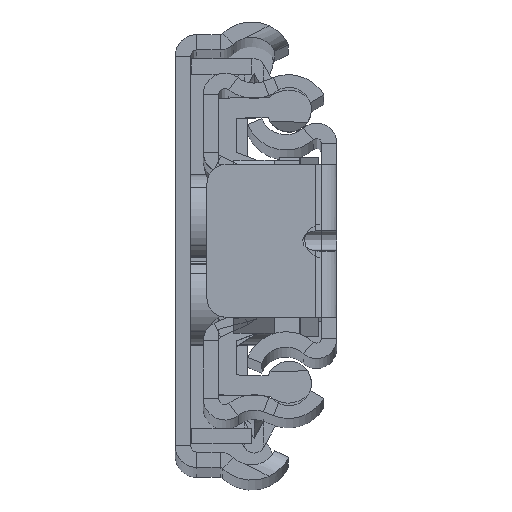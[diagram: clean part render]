
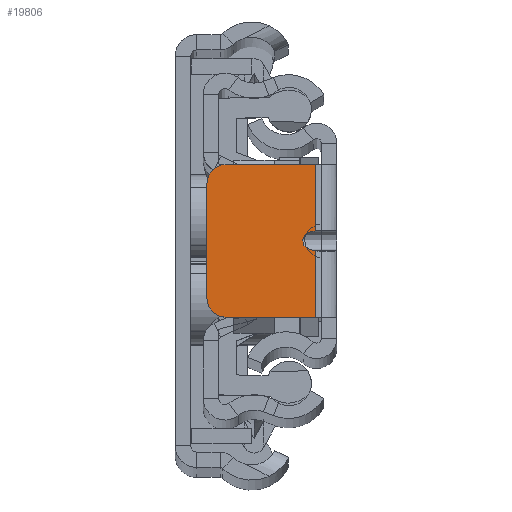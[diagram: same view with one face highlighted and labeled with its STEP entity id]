
A CAD part, top view. The second image highlights one B-rep face of the part: STEP entity #19806.
In plain terms, the highlighted planar face has unit normal (0, 0, 1).
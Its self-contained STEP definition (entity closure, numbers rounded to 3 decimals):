
#852 = VERTEX_POINT ( 'NONE', #23965 ) ;
#861 = DIRECTION ( 'NONE',  ( 0., -1., 0. ) ) ;
#885 = AXIS2_PLACEMENT_3D ( 'NONE', #20062, #4018, #22271 ) ;
#1036 = FACE_OUTER_BOUND ( 'NONE', #18711, .T. ) ;
#1069 = DIRECTION ( 'NONE',  ( -1., 0., 0. ) ) ;
#1111 = LINE ( 'NONE', #21330, #7894 ) ;
#1280 = DIRECTION ( 'NONE',  ( -1., 0., 0. ) ) ;
#1498 = ORIENTED_EDGE ( 'NONE', *, *, #23470, .T. ) ;
#1594 = VERTEX_POINT ( 'NONE', #22612 ) ;
#2384 = CARTESIAN_POINT ( 'NONE',  ( -8.7, -4.5, 0. ) ) ;
#2514 = DIRECTION ( 'NONE',  ( 0., 0., 1. ) ) ;
#3198 = DIRECTION ( 'NONE',  ( 0., -1., 0. ) ) ;
#3479 = VERTEX_POINT ( 'NONE', #23064 ) ;
#3488 = ORIENTED_EDGE ( 'NONE', *, *, #11439, .T. ) ;
#3736 = VERTEX_POINT ( 'NONE', #18471 ) ;
#4018 = DIRECTION ( 'NONE',  ( 0., 0., 1. ) ) ;
#5965 = ORIENTED_EDGE ( 'NONE', *, *, #8711, .F. ) ;
#6225 = CARTESIAN_POINT ( 'NONE',  ( -1.7, -6., 0. ) ) ;
#6409 = CARTESIAN_POINT ( 'NONE',  ( 0., -6., 0. ) ) ;
#6534 = DIRECTION ( 'NONE',  ( 1., 0., 0. ) ) ;
#6657 = CARTESIAN_POINT ( 'NONE',  ( -1.7, -0.79, 0. ) ) ;
#7627 = VECTOR ( 'NONE', #6534, 1000. ) ;
#7791 = EDGE_CURVE ( 'NONE', #20713, #852, #23154, .T. ) ;
#7894 = VECTOR ( 'NONE', #861, 1000. ) ;
#7957 = VERTEX_POINT ( 'NONE', #21578 ) ;
#8451 = DIRECTION ( 'NONE',  ( 0., 0., -1. ) ) ;
#8523 = AXIS2_PLACEMENT_3D ( 'NONE', #14458, #8451, #22818 ) ;
#8711 = EDGE_CURVE ( 'NONE', #12415, #3736, #24506, .T. ) ;
#8768 = CIRCLE ( 'NONE', #885, 1.5 ) ;
#9422 = ORIENTED_EDGE ( 'NONE', *, *, #16350, .F. ) ;
#9477 = LINE ( 'NONE', #19154, #12584 ) ;
#10202 = CARTESIAN_POINT ( 'NONE',  ( -10.2, 4.5, 0. ) ) ;
#11439 = EDGE_CURVE ( 'NONE', #1594, #20713, #8768, .T. ) ;
#11535 = CARTESIAN_POINT ( 'NONE',  ( -10.2, 0., 0. ) ) ;
#12415 = VERTEX_POINT ( 'NONE', #17625 ) ;
#12584 = VECTOR ( 'NONE', #1280, 1000. ) ;
#13228 = ORIENTED_EDGE ( 'NONE', *, *, #21475, .T. ) ;
#13915 = AXIS2_PLACEMENT_3D ( 'NONE', #2384, #2514, #1069 ) ;
#14042 = ORIENTED_EDGE ( 'NONE', *, *, #24221, .T. ) ;
#14241 = LINE ( 'NONE', #6409, #7627 ) ;
#14443 = DIRECTION ( 'NONE',  ( 0., -1., 0. ) ) ;
#14458 = CARTESIAN_POINT ( 'NONE',  ( 0., 0., 0. ) ) ;
#14864 = ORIENTED_EDGE ( 'NONE', *, *, #7791, .T. ) ;
#16196 = VECTOR ( 'NONE', #3198, 1000. ) ;
#16350 = EDGE_CURVE ( 'NONE', #7957, #3479, #1111, .T. ) ;
#16419 =( BOUNDED_CURVE ( )  B_SPLINE_CURVE ( 3, ( #6657, #22334, #18420, #20512 ),
 .UNSPECIFIED., .F., .F. ) 
 B_SPLINE_CURVE_WITH_KNOTS ( ( 4, 4 ),
 ( 4.83, 7.736 ),
 .UNSPECIFIED. ) 
 CURVE ( )  GEOMETRIC_REPRESENTATION_ITEM ( )  RATIONAL_B_SPLINE_CURVE ( ( 1., 0.412, 0.412, 1. ) ) 
 REPRESENTATION_ITEM ( '' )  );
#17488 = CARTESIAN_POINT ( 'NONE',  ( -8.7, -6., 0. ) ) ;
#17625 = CARTESIAN_POINT ( 'NONE',  ( -1.7, -0.79, 0. ) ) ;
#18420 = CARTESIAN_POINT ( 'NONE',  ( -3.497, 0.64, 0. ) ) ;
#18471 = CARTESIAN_POINT ( 'NONE',  ( -1.7, -6., 0. ) ) ;
#18711 = EDGE_LOOP ( 'NONE', ( #13228, #3488, #14864, #23700, #1498, #5965, #14042, #9422 ) ) ;
#19154 = CARTESIAN_POINT ( 'NONE',  ( 0., 6., 0. ) ) ;
#19806 = ADVANCED_FACE ( 'NONE', ( #1036 ), #20603, .F. ) ;
#20062 = CARTESIAN_POINT ( 'NONE',  ( -8.7, 4.5, 0. ) ) ;
#20167 = CIRCLE ( 'NONE', #13915, 1.5 ) ;
#20512 = CARTESIAN_POINT ( 'NONE',  ( -1.7, 0.79, 0. ) ) ;
#20603 = PLANE ( 'NONE',  #8523 ) ;
#20713 = VERTEX_POINT ( 'NONE', #10202 ) ;
#21330 = CARTESIAN_POINT ( 'NONE',  ( -1.7, -6., 0. ) ) ;
#21475 = EDGE_CURVE ( 'NONE', #7957, #1594, #9477, .T. ) ;
#21578 = CARTESIAN_POINT ( 'NONE',  ( -1.7, 6., 0. ) ) ;
#22271 = DIRECTION ( 'NONE',  ( -1., 0., 0. ) ) ;
#22334 = CARTESIAN_POINT ( 'NONE',  ( -3.497, -0.64, 0. ) ) ;
#22612 = CARTESIAN_POINT ( 'NONE',  ( -8.7, 6., 0. ) ) ;
#22818 = DIRECTION ( 'NONE',  ( -1., 0., 0. ) ) ;
#22892 = VECTOR ( 'NONE', #14443, 1000. ) ;
#23064 = CARTESIAN_POINT ( 'NONE',  ( -1.7, 0.79, 0. ) ) ;
#23154 = LINE ( 'NONE', #11535, #16196 ) ;
#23470 = EDGE_CURVE ( 'NONE', #24416, #3736, #14241, .T. ) ;
#23700 = ORIENTED_EDGE ( 'NONE', *, *, #24270, .T. ) ;
#23965 = CARTESIAN_POINT ( 'NONE',  ( -10.2, -4.5, 0. ) ) ;
#24221 = EDGE_CURVE ( 'NONE', #12415, #3479, #16419, .T. ) ;
#24270 = EDGE_CURVE ( 'NONE', #852, #24416, #20167, .T. ) ;
#24416 = VERTEX_POINT ( 'NONE', #17488 ) ;
#24506 = LINE ( 'NONE', #6225, #22892 ) ;
